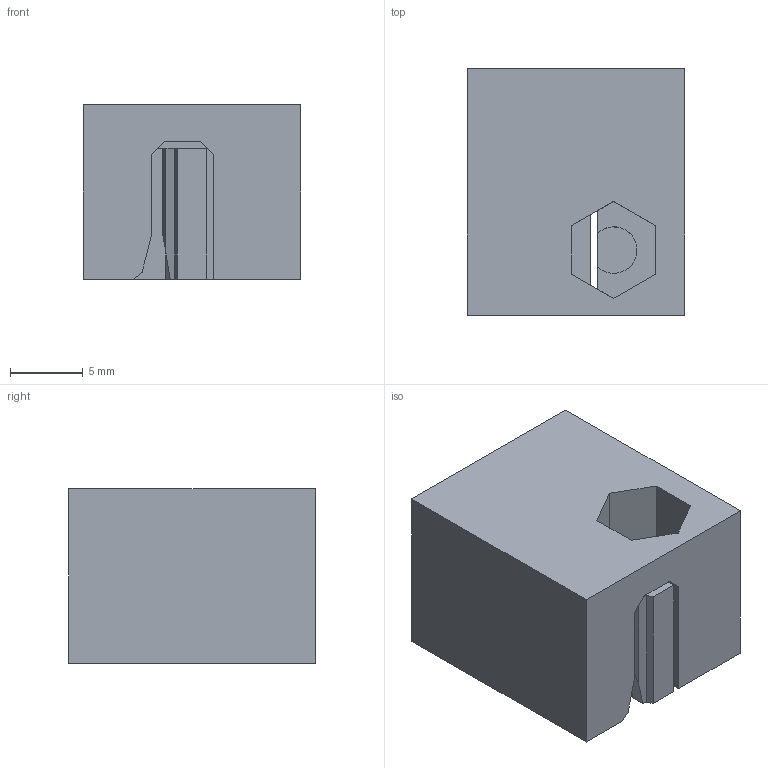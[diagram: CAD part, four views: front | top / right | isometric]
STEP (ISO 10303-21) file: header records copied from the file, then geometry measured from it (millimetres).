
FILE_DESCRIPTION(/* description */ ('Alibre Inc.'),/* implementation_level */ '2;1');
FILE_NAME(/* name */ 'export0',/* time_stamp */ '2015-07-11T14:35:48+12:00',/* author */ (''),/* organization */ (''),/* preprocessor_version */ 'ST-DEVELOPER v14',/* originating_system */ 'Alibre',/* authorisation */ '');
FILE_SCHEMA (('CONFIG_CONTROL_DESIGN'));
Length unit declared in the file: centimetre
Products named in the file (1): ID_1
Bounding box: 15 x 17 x 12 mm (x, y, z)
Volume: 2543.2 mm3; surface area: 2030.2 mm2
Topology: 1 solids, 1 shells, 83 faces, 244 edges, 162 vertices
Faces by surface type: plane 79, cone 2, cylinder 2
Entity records: 2656 total; most frequent: ORIENTED_EDGE 488, CARTESIAN_POINT 487, DIRECTION 317, EDGE_CURVE 244, VECTOR 227, LINE 227, VERTEX_POINT 162, EDGE_LOOP 84
